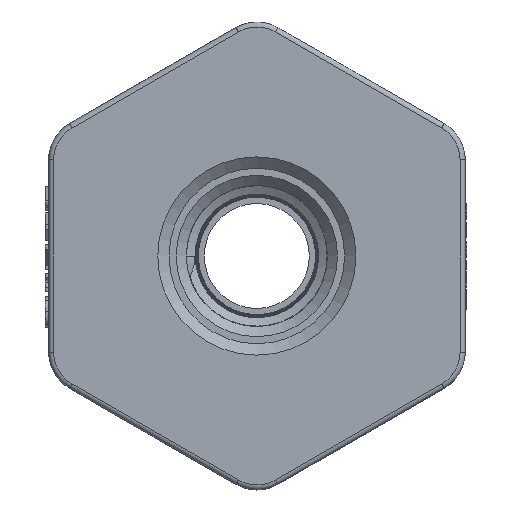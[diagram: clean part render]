
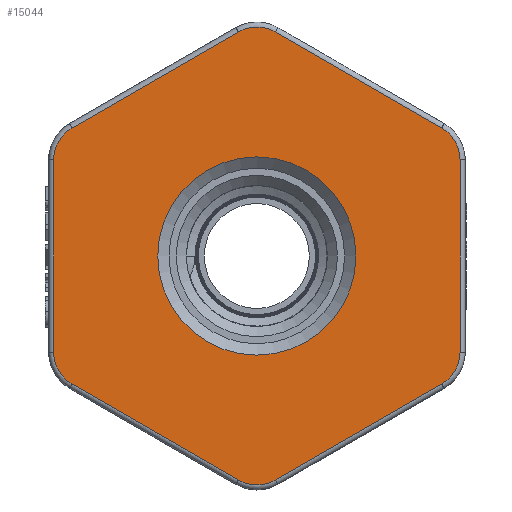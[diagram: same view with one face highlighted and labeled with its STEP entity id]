
A CAD part, left-side view. The second image highlights one B-rep face of the part: STEP entity #15044.
In plain terms, the highlighted planar face has unit normal (-1, 0, 0).
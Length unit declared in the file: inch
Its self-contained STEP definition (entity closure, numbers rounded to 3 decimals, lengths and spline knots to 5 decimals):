
#267=FACE_BOUND('',#1903,.T.);
#336=PLANE('',#16078);
#1030=FACE_OUTER_BOUND('',#1902,.T.);
#1902=EDGE_LOOP('',(#10710,#10711,#10712,#10713,#10714,#10715,#10716,#10717,
#10718,#10719,#10720,#10721));
#1903=EDGE_LOOP('',(#10722));
#2812=CIRCLE('',#16046,0.22);
#2818=CIRCLE('',#16054,0.22);
#2822=CIRCLE('',#16060,0.22);
#2825=CIRCLE('',#16065,0.22);
#2828=CIRCLE('',#16070,0.22);
#2831=CIRCLE('',#16075,0.22);
#2832=CIRCLE('',#16079,0.59);
#3626=LINE('',#22487,#5135);
#3628=LINE('',#22499,#5137);
#3630=LINE('',#22510,#5139);
#3631=LINE('',#22518,#5140);
#3632=LINE('',#22526,#5141);
#3633=LINE('',#22532,#5142);
#5135=VECTOR('',#17188,0.3937);
#5137=VECTOR('',#17202,0.3937);
#5139=VECTOR('',#17216,0.3937);
#5140=VECTOR('',#17227,0.3937);
#5141=VECTOR('',#17238,0.3937);
#5142=VECTOR('',#17247,0.3937);
#6722=VERTEX_POINT('',#22475);
#6723=VERTEX_POINT('',#22477);
#6725=VERTEX_POINT('',#22483);
#6727=VERTEX_POINT('',#22489);
#6729=VERTEX_POINT('',#22495);
#6731=VERTEX_POINT('',#22501);
#6733=VERTEX_POINT('',#22507);
#6734=VERTEX_POINT('',#22512);
#6735=VERTEX_POINT('',#22516);
#6736=VERTEX_POINT('',#22520);
#6737=VERTEX_POINT('',#22524);
#6738=VERTEX_POINT('',#22528);
#6739=VERTEX_POINT('',#22536);
#8278=EDGE_CURVE('',#6722,#6723,#2812,.T.);
#8283=EDGE_CURVE('',#6723,#6725,#3626,.T.);
#8286=EDGE_CURVE('',#6725,#6727,#2818,.T.);
#8289=EDGE_CURVE('',#6727,#6729,#3628,.T.);
#8292=EDGE_CURVE('',#6729,#6731,#2822,.T.);
#8295=EDGE_CURVE('',#6731,#6733,#3630,.T.);
#8297=EDGE_CURVE('',#6733,#6734,#2825,.T.);
#8299=EDGE_CURVE('',#6734,#6735,#3631,.T.);
#8301=EDGE_CURVE('',#6735,#6736,#2828,.T.);
#8303=EDGE_CURVE('',#6736,#6737,#3632,.T.);
#8305=EDGE_CURVE('',#6737,#6738,#2831,.T.);
#8306=EDGE_CURVE('',#6738,#6722,#3633,.T.);
#8308=EDGE_CURVE('',#6739,#6739,#2832,.T.);
#10710=ORIENTED_EDGE('',*,*,#8278,.F.);
#10711=ORIENTED_EDGE('',*,*,#8306,.F.);
#10712=ORIENTED_EDGE('',*,*,#8305,.F.);
#10713=ORIENTED_EDGE('',*,*,#8303,.F.);
#10714=ORIENTED_EDGE('',*,*,#8301,.F.);
#10715=ORIENTED_EDGE('',*,*,#8299,.F.);
#10716=ORIENTED_EDGE('',*,*,#8297,.F.);
#10717=ORIENTED_EDGE('',*,*,#8295,.F.);
#10718=ORIENTED_EDGE('',*,*,#8292,.F.);
#10719=ORIENTED_EDGE('',*,*,#8289,.F.);
#10720=ORIENTED_EDGE('',*,*,#8286,.F.);
#10721=ORIENTED_EDGE('',*,*,#8283,.F.);
#10722=ORIENTED_EDGE('',*,*,#8308,.T.);
#15044=ADVANCED_FACE('',(#1030,#267),#336,.T.);
#16046=AXIS2_PLACEMENT_3D('',#22478,#17177,#17178);
#16054=AXIS2_PLACEMENT_3D('',#22493,#17195,#17196);
#16060=AXIS2_PLACEMENT_3D('',#22505,#17209,#17210);
#16065=AXIS2_PLACEMENT_3D('',#22514,#17221,#17222);
#16070=AXIS2_PLACEMENT_3D('',#22522,#17232,#17233);
#16075=AXIS2_PLACEMENT_3D('',#22530,#17243,#17244);
#16078=AXIS2_PLACEMENT_3D('',#22535,#17251,#17252);
#16079=AXIS2_PLACEMENT_3D('',#22537,#17253,#17254);
#17177=DIRECTION('center_axis',(1.,0.,0.));
#17178=DIRECTION('ref_axis',(0.,-0.866,-0.5));
#17188=DIRECTION('',(0.,0.866,-0.5));
#17195=DIRECTION('center_axis',(1.,0.,0.));
#17196=DIRECTION('ref_axis',(0.,0.,-1.));
#17202=DIRECTION('',(0.,0.866,0.5));
#17209=DIRECTION('center_axis',(1.,0.,0.));
#17210=DIRECTION('ref_axis',(0.,0.866,-0.5));
#17216=DIRECTION('',(0.,0.,1.));
#17221=DIRECTION('center_axis',(1.,0.,0.));
#17222=DIRECTION('ref_axis',(0.,0.866,0.5));
#17227=DIRECTION('',(0.,-0.866,0.5));
#17232=DIRECTION('center_axis',(1.,0.,0.));
#17233=DIRECTION('ref_axis',(0.,0.,1.));
#17238=DIRECTION('',(0.,-0.866,-0.5));
#17243=DIRECTION('center_axis',(1.,0.,0.));
#17244=DIRECTION('ref_axis',(0.,-0.866,0.5));
#17247=DIRECTION('',(0.,0.,-1.));
#17251=DIRECTION('center_axis',(-1.,0.,0.));
#17252=DIRECTION('ref_axis',(0.,0.,1.));
#17253=DIRECTION('center_axis',(1.,0.,0.));
#17254=DIRECTION('ref_axis',(0.,1.,0.));
#22475=CARTESIAN_POINT('',(0.,-1.21,-0.57158));
#22477=CARTESIAN_POINT('',(0.,-1.1,-0.7621));
#22478=CARTESIAN_POINT('Origin',(0.,-0.99,-0.57158));
#22483=CARTESIAN_POINT('',(0.,-0.11,-1.33368));
#22487=CARTESIAN_POINT('',(0.,0.04812,-1.42497));
#22489=CARTESIAN_POINT('',(0.,0.11,-1.33368));
#22493=CARTESIAN_POINT('Origin',(0.,0.,-1.14315));
#22495=CARTESIAN_POINT('',(0.,1.1,-0.7621));
#22499=CARTESIAN_POINT('',(0.,1.25813,-0.67081));
#22501=CARTESIAN_POINT('',(0.,1.21,-0.57158));
#22505=CARTESIAN_POINT('Origin',(0.,0.99,-0.57158));
#22507=CARTESIAN_POINT('',(0.,1.21,0.57158));
#22510=CARTESIAN_POINT('',(0.,1.21,0.35796));
#22512=CARTESIAN_POINT('',(0.,1.1,0.7621));
#22514=CARTESIAN_POINT('Origin',(0.,0.99,0.57158));
#22516=CARTESIAN_POINT('',(0.,0.11,1.33368));
#22518=CARTESIAN_POINT('',(0.,0.63813,1.02877));
#22520=CARTESIAN_POINT('',(0.,-0.11,1.33368));
#22522=CARTESIAN_POINT('Origin',(0.,0.,1.14315));
#22524=CARTESIAN_POINT('',(0.,-1.1,0.7621));
#22526=CARTESIAN_POINT('',(0.,-0.26188,1.24599));
#22528=CARTESIAN_POINT('',(0.,-1.21,0.57158));
#22530=CARTESIAN_POINT('Origin',(0.,-0.99,0.57158));
#22532=CARTESIAN_POINT('',(0.,-1.21,-0.35796));
#22535=CARTESIAN_POINT('Origin',(0.,0.915,0.));
#22536=CARTESIAN_POINT('',(0.,-0.59,0.));
#22537=CARTESIAN_POINT('Origin',(0.,0.,0.));
